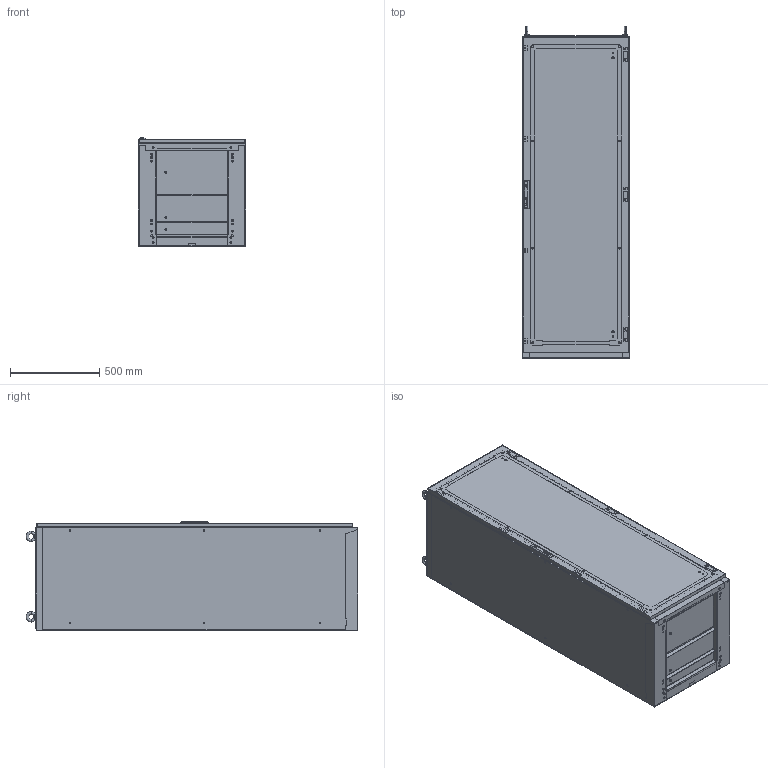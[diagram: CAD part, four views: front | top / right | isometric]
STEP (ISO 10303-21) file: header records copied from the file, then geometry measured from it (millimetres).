
FILE_DESCRIPTION (( 'STEP AP214' ), '1' );
FILE_NAME ('0390-6018-60-07.step', '2022-07-28T11:16:50', ( '' ), ( '' ), 'SwSTEP 2.0', 'SolidWorks 2019', '' );
FILE_SCHEMA (( 'AUTOMOTIVE_DESIGN' ));
Length unit declared in the file: millimetre
Products named in the file (5): Korpus_ss_6018-60; TuerR_s_0395-6018-00-97; Bodenplattensatz_s_0396-6000-60-03; 0390-6018-60-07; Dachplatte_ss_0390-6000-60-07
Assembly tree (4 placements, depth 2):
  0390-6018-60-07
    Korpus_ss_6018-60
    TuerR_s_0395-6018-00-97
    Dachplatte_ss_0390-6000-60-07
    Bodenplattensatz_s_0396-6000-60-03
Bounding box: 600 x 1857.99 x 607.5 mm (x, y, z)
Volume: 11223428.3 mm3; surface area: 12375290.9 mm2
Topology: 38 solids, 38 shells, 4258 faces, 11277 edges, 7454 vertices
Faces by surface type: plane 2368, cylinder 1688, cone 166, torus 24, bspline 12
Entity records: 161774 total; most frequent: CARTESIAN_POINT 24931, DIRECTION 23135, ORIENTED_EDGE 22554, EDGE_CURVE 11277, AXIS2_PLACEMENT_3D 7878, VERTEX_POINT 7454, VECTOR 7379, LINE 7379
